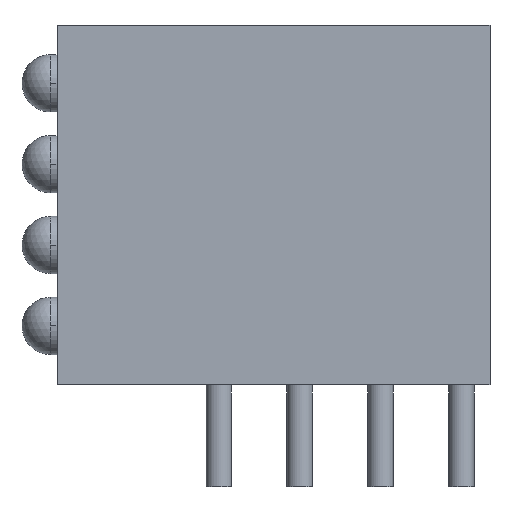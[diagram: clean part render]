
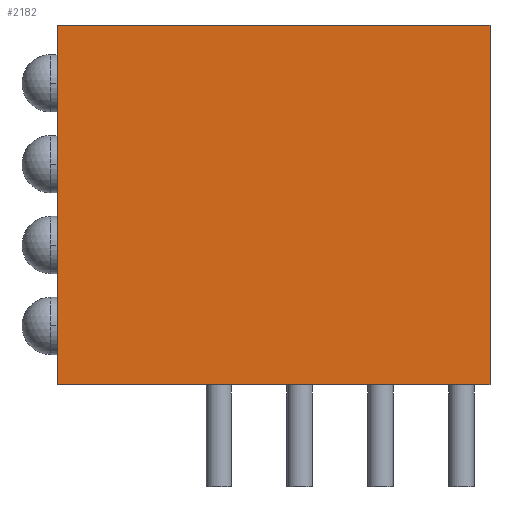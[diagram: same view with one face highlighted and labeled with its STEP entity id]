
A CAD part, front view. The second image highlights one B-rep face of the part: STEP entity #2182.
In plain terms, the highlighted planar face has unit normal (0, -1, 0).
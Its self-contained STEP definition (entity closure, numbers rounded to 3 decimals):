
#2058=CARTESIAN_POINT('',(-8.89,-2.55,11.3));
#2059=VERTEX_POINT('',#2058);
#2076=CARTESIAN_POINT('',(-8.89,-2.55,0.0));
#2077=VERTEX_POINT('',#2076);
#2084=CARTESIAN_POINT('',(-8.89,-2.55,0.0));
#2085=DIRECTION('',(0.0,0.0,1.0));
#2086=VECTOR('',#2085,11.3);
#2087=LINE('',#2084,#2086);
#2088=EDGE_CURVE('',#2077,#2059,#2087,.T.);
#2135=CARTESIAN_POINT('',(4.71,-2.55,11.3));
#2136=VERTEX_POINT('',#2135);
#2143=CARTESIAN_POINT('',(4.71,-2.55,0.0));
#2144=VERTEX_POINT('',#2143);
#2145=CARTESIAN_POINT('',(4.71,-2.55,0.0));
#2146=DIRECTION('',(0.0,0.0,1.0));
#2147=VECTOR('',#2146,11.3);
#2148=LINE('',#2145,#2147);
#2149=EDGE_CURVE('',#2144,#2136,#2148,.T.);
#2161=CARTESIAN_POINT('',(4.71,-2.55,0.0));
#2162=DIRECTION('',(0.0,-1.0,0.0));
#2163=DIRECTION('',(0.0,0.0,-1.0));
#2164=AXIS2_PLACEMENT_3D('',#2161,#2162,#2163);
#2165=PLANE('',#2164);
#2166=CARTESIAN_POINT('',(4.71,-2.55,11.3));
#2167=DIRECTION('',(-1.0,0.0,0.0));
#2168=VECTOR('',#2167,13.6);
#2169=LINE('',#2166,#2168);
#2170=EDGE_CURVE('',#2136,#2059,#2169,.T.);
#2171=ORIENTED_EDGE('',*,*,#2170,.T.);
#2172=ORIENTED_EDGE('',*,*,#2088,.F.);
#2173=CARTESIAN_POINT('',(4.71,-2.55,0.0));
#2174=DIRECTION('',(-1.0,0.0,0.0));
#2175=VECTOR('',#2174,13.6);
#2176=LINE('',#2173,#2175);
#2177=EDGE_CURVE('',#2144,#2077,#2176,.T.);
#2178=ORIENTED_EDGE('',*,*,#2177,.F.);
#2179=ORIENTED_EDGE('',*,*,#2149,.T.);
#2180=EDGE_LOOP('',(#2171,#2172,#2178,#2179));
#2181=FACE_OUTER_BOUND('',#2180,.T.);
#2182=ADVANCED_FACE('',(#2181),#2165,.T.);
